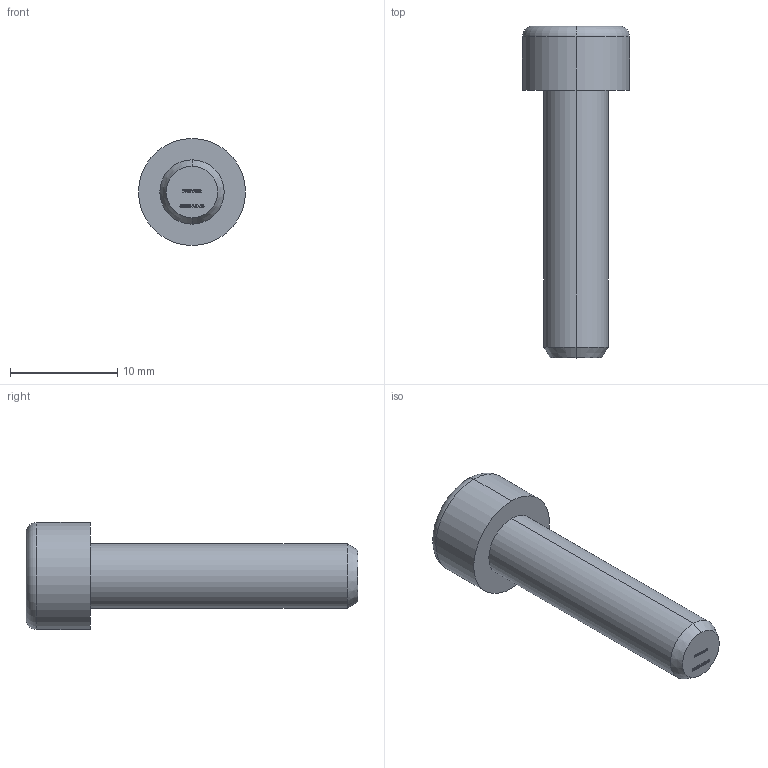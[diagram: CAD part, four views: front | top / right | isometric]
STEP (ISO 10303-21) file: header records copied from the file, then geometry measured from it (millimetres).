
FILE_DESCRIPTION (( 'STEP AP203' ), '1' );
FILE_NAME ('58332-240-25.STEP', '2021-04-26T14:01:07', ( '' ), ( '' ), 'SwSTEP 2.0', 'SolidWorks 2018', '' );
FILE_SCHEMA (( 'CONFIG_CONTROL_DESIGN' ));
Length unit declared in the file: millimetre
Products named in the file (2): 58332-240-25
Bounding box: 10 x 31 x 10 mm (x, y, z)
Volume: 1098.3 mm3; surface area: 848.5 mm2
Topology: 1 solids, 1 shells, 299 faces, 798 edges, 529 vertices
Faces by surface type: plane 153, bspline 136, cone 4, cylinder 4, torus 2
Entity records: 18671 total; most frequent: CARTESIAN_POINT 11987, ORIENTED_EDGE 1590, DIRECTION 875, EDGE_CURVE 795, VERTEX_POINT 527, LINE 501, VECTOR 501, EDGE_LOOP 328
